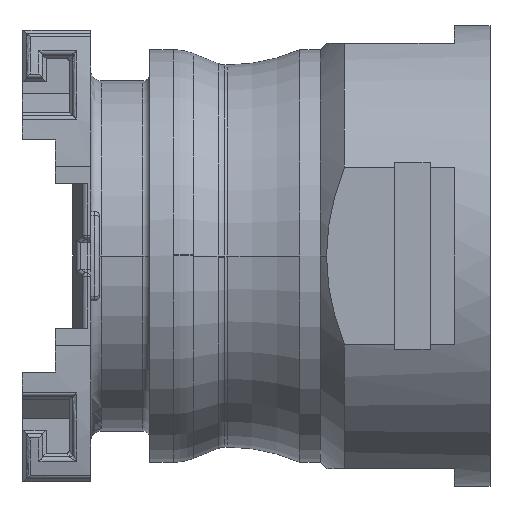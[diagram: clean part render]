
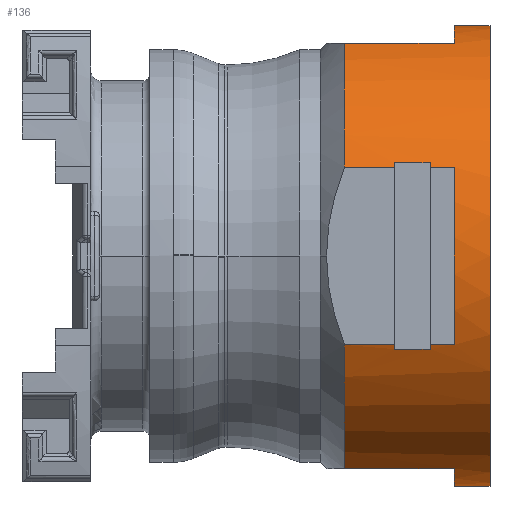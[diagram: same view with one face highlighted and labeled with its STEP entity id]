
A CAD part, front view. The second image highlights one B-rep face of the part: STEP entity #136.
In plain terms, the highlighted cylindrical face has radius 12.9 mm (diameter 25.8 mm), a partial arc.
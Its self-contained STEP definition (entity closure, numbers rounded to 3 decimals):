
#136=ADVANCED_FACE('',(#509),#510,.T.);
#509=FACE_OUTER_BOUND('',#1154,.T.);
#510=CYLINDRICAL_SURFACE('',#1155,12.9);
#1154=EDGE_LOOP('',(#2668,#2669,#2670,#2671,#2672,#2673,#2674,#2675,#2676,#2677,#2678,#2679,#2680,#2681,#2682,#2683,#2684,#2685,#2686,#2687));
#1155=AXIS2_PLACEMENT_3D('',#2688,#2689,#2690);
#2668=ORIENTED_EDGE('',*,*,#4216,.T.);
#2669=ORIENTED_EDGE('',*,*,#4490,.F.);
#2670=ORIENTED_EDGE('',*,*,#4491,.T.);
#2671=ORIENTED_EDGE('',*,*,#4479,.F.);
#2672=ORIENTED_EDGE('',*,*,#4492,.F.);
#2673=ORIENTED_EDGE('',*,*,#4493,.T.);
#2674=ORIENTED_EDGE('',*,*,#4494,.F.);
#2675=ORIENTED_EDGE('',*,*,#4495,.F.);
#2676=ORIENTED_EDGE('',*,*,#4496,.F.);
#2677=ORIENTED_EDGE('',*,*,#4497,.F.);
#2678=ORIENTED_EDGE('',*,*,#4498,.T.);
#2679=ORIENTED_EDGE('',*,*,#4499,.F.);
#2680=ORIENTED_EDGE('',*,*,#4500,.T.);
#2681=ORIENTED_EDGE('',*,*,#4501,.T.);
#2682=ORIENTED_EDGE('',*,*,#4502,.T.);
#2683=ORIENTED_EDGE('',*,*,#4475,.F.);
#2684=ORIENTED_EDGE('',*,*,#4503,.F.);
#2685=ORIENTED_EDGE('',*,*,#4504,.F.);
#2686=ORIENTED_EDGE('',*,*,#4204,.T.);
#2687=ORIENTED_EDGE('',*,*,#4245,.F.);
#2688=CARTESIAN_POINT('',(5.0,0.0,0.0));
#2689=DIRECTION('',(1.0,0.0,-0.0));
#2690=DIRECTION('',(0.0,0.0,1.0));
#4204=EDGE_CURVE('',#4946,#4947,#4948,.T.);
#4216=EDGE_CURVE('',#4970,#4971,#4972,.T.);
#4245=EDGE_CURVE('',#4970,#4947,#5027,.T.);
#4475=EDGE_CURVE('',#5403,#5405,#5406,.T.);
#4479=EDGE_CURVE('',#5410,#5412,#5413,.T.);
#4490=EDGE_CURVE('',#5429,#4971,#5430,.T.);
#4491=EDGE_CURVE('',#5429,#5412,#5431,.T.);
#4492=EDGE_CURVE('',#5432,#5410,#5433,.T.);
#4493=EDGE_CURVE('',#5432,#5434,#5435,.T.);
#4494=EDGE_CURVE('',#5436,#5434,#5437,.T.);
#4495=EDGE_CURVE('',#5438,#5436,#5439,.T.);
#4496=EDGE_CURVE('',#5440,#5438,#5441,.T.);
#4497=EDGE_CURVE('',#5442,#5440,#5443,.T.);
#4498=EDGE_CURVE('',#5442,#5444,#5445,.T.);
#4499=EDGE_CURVE('',#5446,#5444,#5447,.T.);
#4500=EDGE_CURVE('',#5446,#5448,#5449,.T.);
#4501=EDGE_CURVE('',#5448,#5450,#5451,.T.);
#4502=EDGE_CURVE('',#5450,#5405,#5452,.T.);
#4503=EDGE_CURVE('',#5453,#5403,#5454,.T.);
#4504=EDGE_CURVE('',#4946,#5453,#5455,.T.);
#4946=VERTEX_POINT('',#6142);
#4947=VERTEX_POINT('',#6143);
#4948=LINE('',#6144,#6145);
#4970=VERTEX_POINT('',#6172);
#4971=VERTEX_POINT('',#6173);
#4972=LINE('',#6174,#6175);
#5027=CIRCLE('',#6235,12.9);
#5403=VERTEX_POINT('',#6907);
#5405=VERTEX_POINT('',#6919);
#5406=CIRCLE('',#6920,12.9);
#5410=VERTEX_POINT('',#6931);
#5412=VERTEX_POINT('',#6939);
#5413=CIRCLE('',#6940,12.9);
#5429=VERTEX_POINT('',#6978);
#5430=CIRCLE('',#6979,12.9);
#5431=LINE('',#6980,#6981);
#5432=VERTEX_POINT('',#6982);
#5433=LINE('',#6983,#6984);
#5434=VERTEX_POINT('',#6985);
#5435=CIRCLE('',#6986,12.9);
#5436=VERTEX_POINT('',#6987);
#5437=LINE('',#6988,#6989);
#5438=VERTEX_POINT('',#6990);
#5439=CIRCLE('',#6991,12.9);
#5440=VERTEX_POINT('',#6992);
#5441=LINE('',#6993,#6994);
#5442=VERTEX_POINT('',#6995);
#5443=CIRCLE('',#6996,12.9);
#5444=VERTEX_POINT('',#6997);
#5445=LINE('',#6998,#6999);
#5446=VERTEX_POINT('',#7000);
#5447=CIRCLE('',#7001,12.9);
#5448=VERTEX_POINT('',#7002);
#5449=LINE('',#7003,#7004);
#5450=VERTEX_POINT('',#7005);
#5451=CIRCLE('',#7006,12.9);
#5452=LINE('',#7007,#7008);
#5453=VERTEX_POINT('',#7009);
#5454=LINE('',#7010,#7011);
#5455=CIRCLE('',#7012,12.9);
#6142=CARTESIAN_POINT('',(12.5,0.,-12.9));
#6143=CARTESIAN_POINT('',(14.5,0.,-12.9));
#6144=CARTESIAN_POINT('',(10.425,0.,-12.9));
#6145=VECTOR('',#8454,1.0);
#6172=CARTESIAN_POINT('',(14.5,0.,12.9));
#6173=CARTESIAN_POINT('',(12.5,0.,12.9));
#6174=CARTESIAN_POINT('',(10.425,0.,12.9));
#6175=VECTOR('',#8478,1.0);
#6235=AXIS2_PLACEMENT_3D('',#8553,#8554,#8555);
#6907=CARTESIAN_POINT('',(6.35,-4.98,-11.9));
#6919=CARTESIAN_POINT('',(6.35,-11.9,-4.98));
#6920=AXIS2_PLACEMENT_3D('',#8944,#8945,#8946);
#6931=CARTESIAN_POINT('',(6.35,-11.9,4.98));
#6939=CARTESIAN_POINT('',(6.35,-4.98,11.9));
#6940=AXIS2_PLACEMENT_3D('',#8948,#8949,#8950);
#6978=CARTESIAN_POINT('',(12.5,-4.98,11.9));
#6979=AXIS2_PLACEMENT_3D('',#8963,#8964,#8965);
#6980=CARTESIAN_POINT('',(12.5,-4.98,11.9));
#6981=VECTOR('',#8966,6.15);
#6982=CARTESIAN_POINT('',(9.15,-11.9,4.98));
#6983=CARTESIAN_POINT('',(9.15,-11.9,4.98));
#6984=VECTOR('',#8967,2.8);
#6985=CARTESIAN_POINT('',(9.15,-11.8,5.212));
#6986=AXIS2_PLACEMENT_3D('',#8968,#8969,#8970);
#6987=CARTESIAN_POINT('',(11.15,-11.8,5.212));
#6988=CARTESIAN_POINT('',(11.15,-11.8,5.212));
#6989=VECTOR('',#8971,2.0);
#6990=CARTESIAN_POINT('',(11.15,-11.9,4.98));
#6991=AXIS2_PLACEMENT_3D('',#8972,#8973,#8974);
#6992=CARTESIAN_POINT('',(12.5,-11.9,4.98));
#6993=CARTESIAN_POINT('',(12.5,-11.9,4.98));
#6994=VECTOR('',#8975,1.35);
#6995=CARTESIAN_POINT('',(12.5,-11.9,-4.98));
#6996=AXIS2_PLACEMENT_3D('',#8976,#8977,#8978);
#6997=CARTESIAN_POINT('',(11.15,-11.9,-4.98));
#6998=CARTESIAN_POINT('',(12.5,-11.9,-4.98));
#6999=VECTOR('',#8979,1.35);
#7000=CARTESIAN_POINT('',(11.15,-11.8,-5.212));
#7001=AXIS2_PLACEMENT_3D('',#8980,#8981,#8982);
#7002=CARTESIAN_POINT('',(9.15,-11.8,-5.212));
#7003=CARTESIAN_POINT('',(11.15,-11.8,-5.212));
#7004=VECTOR('',#8983,2.0);
#7005=CARTESIAN_POINT('',(9.15,-11.9,-4.98));
#7006=AXIS2_PLACEMENT_3D('',#8984,#8985,#8986);
#7007=CARTESIAN_POINT('',(9.15,-11.9,-4.98));
#7008=VECTOR('',#8987,2.8);
#7009=CARTESIAN_POINT('',(12.5,-4.98,-11.9));
#7010=CARTESIAN_POINT('',(12.5,-4.98,-11.9));
#7011=VECTOR('',#8988,6.15);
#7012=AXIS2_PLACEMENT_3D('',#8989,#8990,#8991);
#8454=DIRECTION('',(1.0,0.0,0.0));
#8478=DIRECTION('',(-1.0,-0.0,-0.0));
#8553=CARTESIAN_POINT('',(14.5,0.0,0.0));
#8554=DIRECTION('',(1.0,0.0,-0.0));
#8555=DIRECTION('',(0.0,0.386,0.922));
#8944=CARTESIAN_POINT('',(6.35,0.0,0.0));
#8945=DIRECTION('',(-1.0,-0.0,0.0));
#8946=DIRECTION('',(0.0,-0.386,-0.922));
#8948=CARTESIAN_POINT('',(6.35,0.0,0.0));
#8949=DIRECTION('',(-1.0,0.0,0.0));
#8950=DIRECTION('',(0.0,-0.922,0.386));
#8963=CARTESIAN_POINT('',(12.5,0.0,0.0));
#8964=DIRECTION('',(-1.0,0.0,0.0));
#8965=DIRECTION('',(0.0,-0.386,0.922));
#8966=DIRECTION('',(-1.0,0.0,0.0));
#8967=DIRECTION('',(-1.0,0.0,0.0));
#8968=CARTESIAN_POINT('',(9.15,0.0,0.0));
#8969=DIRECTION('',(-1.0,0.0,0.0));
#8970=DIRECTION('',(0.0,-0.922,0.386));
#8971=DIRECTION('',(-1.0,0.0,0.0));
#8972=CARTESIAN_POINT('',(11.15,0.0,0.0));
#8973=DIRECTION('',(-1.0,0.0,0.0));
#8974=DIRECTION('',(0.0,-0.922,0.386));
#8975=DIRECTION('',(-1.0,0.0,0.0));
#8976=CARTESIAN_POINT('',(12.5,0.0,0.0));
#8977=DIRECTION('',(-1.0,-0.0,0.0));
#8978=DIRECTION('',(0.0,-0.922,-0.386));
#8979=DIRECTION('',(-1.0,0.0,0.0));
#8980=CARTESIAN_POINT('',(11.15,0.0,0.0));
#8981=DIRECTION('',(-1.0,-0.0,0.0));
#8982=DIRECTION('',(0.0,-0.915,-0.404));
#8983=DIRECTION('',(-1.0,0.0,0.0));
#8984=CARTESIAN_POINT('',(9.15,0.0,0.0));
#8985=DIRECTION('',(-1.0,-0.0,0.0));
#8986=DIRECTION('',(0.0,-0.915,-0.404));
#8987=DIRECTION('',(-1.0,0.0,0.0));
#8988=DIRECTION('',(-1.0,0.0,0.0));
#8989=CARTESIAN_POINT('',(12.5,0.0,0.0));
#8990=DIRECTION('',(-1.0,0.0,0.0));
#8991=DIRECTION('',(0.0,0.386,-0.922));
